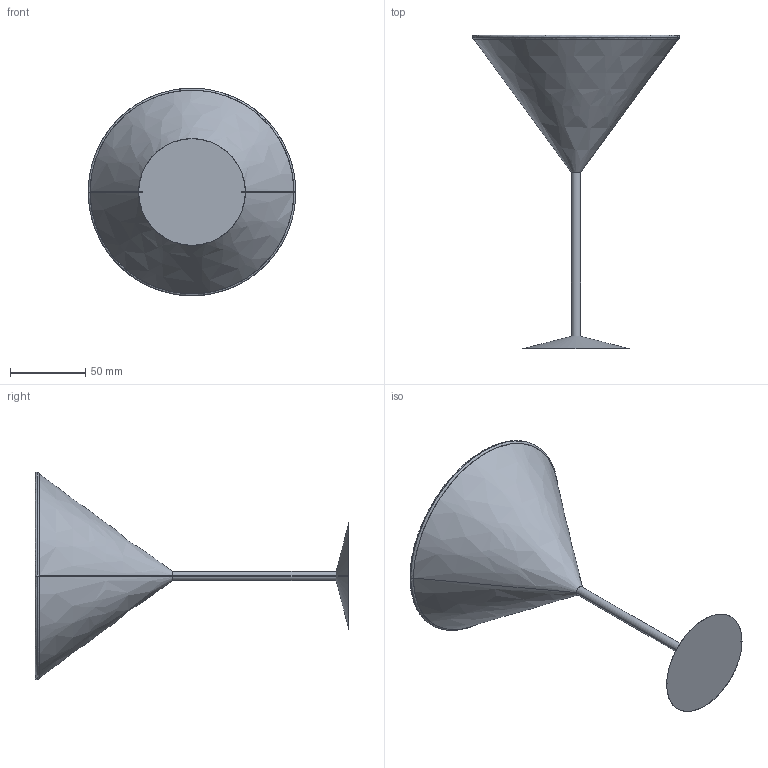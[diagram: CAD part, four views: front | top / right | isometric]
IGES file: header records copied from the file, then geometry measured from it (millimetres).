
Start section: SolidWorks IGES file using analytic representation for surfaces
Global section: file name: Part1.IGS; native system: SolidWorks 2011; preprocessor: SolidWorks 2011; author: Vinoth; date: 130810.181740; units: millimetre
Bounding box: 137.5 x 207.78 x 137.39 mm (x, y, z)
Surface area: 60160.8 mm2 (no closed solid volume)
Topology: 0 solids, 0 shells, 17 faces, 128 edges, 126 vertices
Faces by surface type: bspline 9, revolution 8
